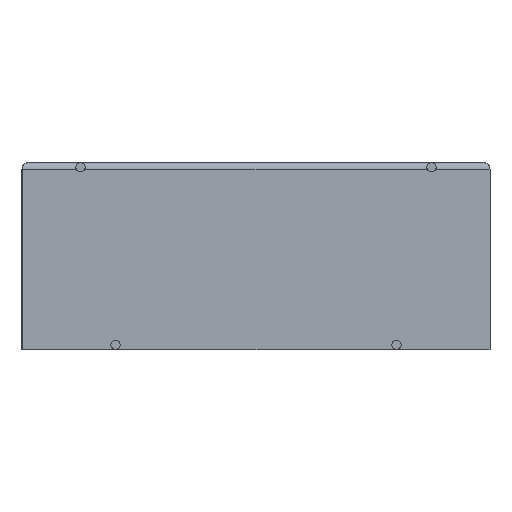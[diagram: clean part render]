
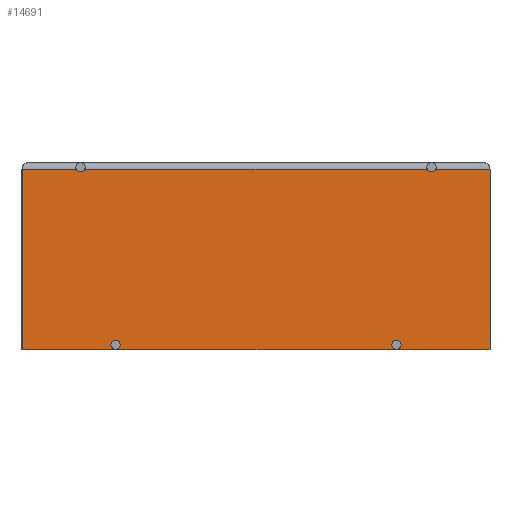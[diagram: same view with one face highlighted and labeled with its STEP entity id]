
A CAD part, front view. The second image highlights one B-rep face of the part: STEP entity #14691.
In plain terms, the highlighted planar face has unit normal (0, -1, 0).
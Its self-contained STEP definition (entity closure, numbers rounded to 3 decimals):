
#331 = AXIS2_PLACEMENT_3D ( 'NONE', #12108, #20565, #14299 ) ;
#491 = ORIENTED_EDGE ( 'NONE', *, *, #1614, .T. ) ;
#624 = DIRECTION ( 'NONE',  ( 0., 1., 0. ) ) ;
#801 = CARTESIAN_POINT ( 'NONE',  ( 18.75, -31., -1. ) ) ;
#932 = VERTEX_POINT ( 'NONE', #20723 ) ;
#1011 = VERTEX_POINT ( 'NONE', #12377 ) ;
#1020 = EDGE_CURVE ( 'NONE', #17342, #18782, #16109, .T. ) ;
#1231 = VECTOR ( 'NONE', #15920, 1000. ) ;
#1347 = CARTESIAN_POINT ( 'NONE',  ( -25., -31., -0.75 ) ) ;
#1494 = CARTESIAN_POINT ( 'NONE',  ( 25., -31., -0.75 ) ) ;
#1614 = EDGE_CURVE ( 'NONE', #2606, #17342, #9232, .T. ) ;
#1621 = DIRECTION ( 'NONE',  ( 0., 1., 0. ) ) ;
#1935 = CARTESIAN_POINT ( 'NONE',  ( 18.75, -31., -0.5 ) ) ;
#2606 = VERTEX_POINT ( 'NONE', #6745 ) ;
#2847 = ORIENTED_EDGE ( 'NONE', *, *, #8985, .T. ) ;
#3640 = DIRECTION ( 'NONE',  ( 0., 1., 0. ) ) ;
#3710 = PLANE ( 'NONE',  #11721 ) ;
#3807 = CARTESIAN_POINT ( 'NONE',  ( 15., -31., -19.5 ) ) ;
#3946 = AXIS2_PLACEMENT_3D ( 'NONE', #3807, #13596, #16886 ) ;
#3969 = EDGE_CURVE ( 'NONE', #17708, #11736, #5163, .T. ) ;
#4278 = ORIENTED_EDGE ( 'NONE', *, *, #15971, .T. ) ;
#4297 = DIRECTION ( 'NONE',  ( 0., 0., -1. ) ) ;
#5163 = LINE ( 'NONE', #15170, #11964 ) ;
#5262 = ORIENTED_EDGE ( 'NONE', *, *, #1020, .T. ) ;
#5396 = VERTEX_POINT ( 'NONE', #14738 ) ;
#5657 = DIRECTION ( 'NONE',  ( 0., 0., -1. ) ) ;
#6164 = CARTESIAN_POINT ( 'NONE',  ( -15., -31., -19.5 ) ) ;
#6274 = CIRCLE ( 'NONE', #331, 0.5 ) ;
#6282 = DIRECTION ( 'NONE',  ( -1., 0., 0. ) ) ;
#6284 = DIRECTION ( 'NONE',  ( -1., 0., 0. ) ) ;
#6333 = EDGE_CURVE ( 'NONE', #8035, #20645, #15094, .T. ) ;
#6335 = DIRECTION ( 'NONE',  ( 1., 0., 0. ) ) ;
#6387 = LINE ( 'NONE', #19589, #17148 ) ;
#6482 = ORIENTED_EDGE ( 'NONE', *, *, #13687, .T. ) ;
#6711 = EDGE_CURVE ( 'NONE', #1011, #5396, #7016, .T. ) ;
#6714 = CARTESIAN_POINT ( 'NONE',  ( 15., -31., -19. ) ) ;
#6743 = CIRCLE ( 'NONE', #3946, 0.5 ) ;
#6745 = CARTESIAN_POINT ( 'NONE',  ( 18.317, -31., -0.75 ) ) ;
#6858 = CARTESIAN_POINT ( 'NONE',  ( -25., -31., -20. ) ) ;
#6967 = CARTESIAN_POINT ( 'NONE',  ( 18.75, -31., -0.5 ) ) ;
#6979 = AXIS2_PLACEMENT_3D ( 'NONE', #15517, #3640, #13763 ) ;
#7016 = CIRCLE ( 'NONE', #9805, 0.5 ) ;
#7196 = CARTESIAN_POINT ( 'NONE',  ( -25., -31., -20. ) ) ;
#7225 = CARTESIAN_POINT ( 'NONE',  ( 15., -31., -20. ) ) ;
#7624 = CARTESIAN_POINT ( 'NONE',  ( -18.75, -31., -1. ) ) ;
#7670 = CARTESIAN_POINT ( 'NONE',  ( -18.317, -31., -0.75 ) ) ;
#7832 = EDGE_CURVE ( 'NONE', #18782, #15434, #10496, .T. ) ;
#7933 = EDGE_CURVE ( 'NONE', #16964, #17708, #6274, .T. ) ;
#7997 = CARTESIAN_POINT ( 'NONE',  ( -25., -31., -20. ) ) ;
#8035 = VERTEX_POINT ( 'NONE', #18826 ) ;
#8616 = ORIENTED_EDGE ( 'NONE', *, *, #7933, .T. ) ;
#8748 = DIRECTION ( 'NONE',  ( 0., 1., 0. ) ) ;
#8858 = VERTEX_POINT ( 'NONE', #7196 ) ;
#8985 = EDGE_CURVE ( 'NONE', #15434, #932, #6387, .T. ) ;
#9143 = ORIENTED_EDGE ( 'NONE', *, *, #7832, .T. ) ;
#9232 = LINE ( 'NONE', #15941, #11911 ) ;
#9316 = CARTESIAN_POINT ( 'NONE',  ( -25., -31., -20. ) ) ;
#9619 = ORIENTED_EDGE ( 'NONE', *, *, #14990, .F. ) ;
#9805 = AXIS2_PLACEMENT_3D ( 'NONE', #6164, #17813, #4297 ) ;
#9954 = CARTESIAN_POINT ( 'NONE',  ( -15., -31., -19.5 ) ) ;
#10496 = CIRCLE ( 'NONE', #6979, 0.5 ) ;
#10633 = VERTEX_POINT ( 'NONE', #1494 ) ;
#10681 = ORIENTED_EDGE ( 'NONE', *, *, #17489, .T. ) ;
#10926 = DIRECTION ( 'NONE',  ( 0., 0., -1. ) ) ;
#11038 = VECTOR ( 'NONE', #21077, 1000. ) ;
#11106 = EDGE_CURVE ( 'NONE', #17708, #16964, #6743, .T. ) ;
#11721 = AXIS2_PLACEMENT_3D ( 'NONE', #13937, #15360, #18764 ) ;
#11736 = VERTEX_POINT ( 'NONE', #12933 ) ;
#11911 = VECTOR ( 'NONE', #18926, 1000. ) ;
#11964 = VECTOR ( 'NONE', #20002, 1000. ) ;
#12096 = VECTOR ( 'NONE', #20486, 1000. ) ;
#12108 = CARTESIAN_POINT ( 'NONE',  ( 15., -31., -19.5 ) ) ;
#12176 = FACE_OUTER_BOUND ( 'NONE', #17734, .T. ) ;
#12251 = DIRECTION ( 'NONE',  ( 0., 0., -1. ) ) ;
#12353 = ORIENTED_EDGE ( 'NONE', *, *, #11106, .T. ) ;
#12377 = CARTESIAN_POINT ( 'NONE',  ( -15., -31., -20. ) ) ;
#12729 = LINE ( 'NONE', #7997, #11038 ) ;
#12933 = CARTESIAN_POINT ( 'NONE',  ( 25., -31., -20. ) ) ;
#12943 = EDGE_CURVE ( 'NONE', #20645, #2606, #15213, .T. ) ;
#13057 = ORIENTED_EDGE ( 'NONE', *, *, #6333, .T. ) ;
#13596 = DIRECTION ( 'NONE',  ( 0., 1., 0. ) ) ;
#13687 = EDGE_CURVE ( 'NONE', #5396, #1011, #19426, .T. ) ;
#13688 = DIRECTION ( 'NONE',  ( 0., 1., 0. ) ) ;
#13693 = AXIS2_PLACEMENT_3D ( 'NONE', #1935, #8748, #5657 ) ;
#13763 = DIRECTION ( 'NONE',  ( 0., 0., -1. ) ) ;
#13937 = CARTESIAN_POINT ( 'NONE',  ( -25., -31., -20. ) ) ;
#14215 = ORIENTED_EDGE ( 'NONE', *, *, #12943, .T. ) ;
#14299 = DIRECTION ( 'NONE',  ( 0., 0., -1. ) ) ;
#14653 = LINE ( 'NONE', #1347, #20148 ) ;
#14691 = ADVANCED_FACE ( 'NONE', ( #12176 ), #3710, .T. ) ;
#14738 = CARTESIAN_POINT ( 'NONE',  ( -15., -31., -19. ) ) ;
#14990 = EDGE_CURVE ( 'NONE', #8858, #932, #15109, .T. ) ;
#15094 = CIRCLE ( 'NONE', #13693, 0.5 ) ;
#15109 = LINE ( 'NONE', #6858, #12096 ) ;
#15170 = CARTESIAN_POINT ( 'NONE',  ( -25., -31., -20. ) ) ;
#15213 = CIRCLE ( 'NONE', #16611, 0.5 ) ;
#15360 = DIRECTION ( 'NONE',  ( 0., -1., 0. ) ) ;
#15377 = ORIENTED_EDGE ( 'NONE', *, *, #17405, .T. ) ;
#15416 = AXIS2_PLACEMENT_3D ( 'NONE', #18973, #624, #10926 ) ;
#15434 = VERTEX_POINT ( 'NONE', #20352 ) ;
#15517 = CARTESIAN_POINT ( 'NONE',  ( -18.75, -31., -0.5 ) ) ;
#15920 = DIRECTION ( 'NONE',  ( 0., 0., 1. ) ) ;
#15941 = CARTESIAN_POINT ( 'NONE',  ( -25., -31., -0.75 ) ) ;
#15971 = EDGE_CURVE ( 'NONE', #1011, #17708, #12729, .T. ) ;
#16109 = CIRCLE ( 'NONE', #15416, 0.5 ) ;
#16611 = AXIS2_PLACEMENT_3D ( 'NONE', #6967, #13688, #12251 ) ;
#16886 = DIRECTION ( 'NONE',  ( 0., 0., -1. ) ) ;
#16964 = VERTEX_POINT ( 'NONE', #6714 ) ;
#17148 = VECTOR ( 'NONE', #6284, 1000. ) ;
#17342 = VERTEX_POINT ( 'NONE', #7670 ) ;
#17405 = EDGE_CURVE ( 'NONE', #11736, #10633, #19428, .T. ) ;
#17489 = EDGE_CURVE ( 'NONE', #8858, #1011, #17669, .T. ) ;
#17669 = LINE ( 'NONE', #9316, #18800 ) ;
#17708 = VERTEX_POINT ( 'NONE', #7225 ) ;
#17734 = EDGE_LOOP ( 'NONE', ( #10681, #19256, #6482, #4278, #12353, #8616, #19758, #15377, #17891, #13057, #14215, #491, #5262, #9143, #2847, #9619 ) ) ;
#17813 = DIRECTION ( 'NONE',  ( 0., 1., 0. ) ) ;
#17891 = ORIENTED_EDGE ( 'NONE', *, *, #18103, .T. ) ;
#17985 = CARTESIAN_POINT ( 'NONE',  ( 25., -31., -20. ) ) ;
#18103 = EDGE_CURVE ( 'NONE', #10633, #8035, #14653, .T. ) ;
#18764 = DIRECTION ( 'NONE',  ( 0., 0., -1. ) ) ;
#18782 = VERTEX_POINT ( 'NONE', #7624 ) ;
#18800 = VECTOR ( 'NONE', #6335, 1000. ) ;
#18826 = CARTESIAN_POINT ( 'NONE',  ( 19.183, -31., -0.75 ) ) ;
#18926 = DIRECTION ( 'NONE',  ( -1., 0., 0. ) ) ;
#18973 = CARTESIAN_POINT ( 'NONE',  ( -18.75, -31., -0.5 ) ) ;
#19256 = ORIENTED_EDGE ( 'NONE', *, *, #6711, .T. ) ;
#19426 = CIRCLE ( 'NONE', #19439, 0.5 ) ;
#19428 = LINE ( 'NONE', #17985, #1231 ) ;
#19439 = AXIS2_PLACEMENT_3D ( 'NONE', #9954, #1621, #21723 ) ;
#19589 = CARTESIAN_POINT ( 'NONE',  ( -25., -31., -0.75 ) ) ;
#19758 = ORIENTED_EDGE ( 'NONE', *, *, #3969, .T. ) ;
#20002 = DIRECTION ( 'NONE',  ( 1., 0., 0. ) ) ;
#20148 = VECTOR ( 'NONE', #6282, 1000. ) ;
#20352 = CARTESIAN_POINT ( 'NONE',  ( -19.183, -31., -0.75 ) ) ;
#20486 = DIRECTION ( 'NONE',  ( 0., 0., 1. ) ) ;
#20565 = DIRECTION ( 'NONE',  ( 0., 1., 0. ) ) ;
#20645 = VERTEX_POINT ( 'NONE', #801 ) ;
#20723 = CARTESIAN_POINT ( 'NONE',  ( -25., -31., -0.75 ) ) ;
#21077 = DIRECTION ( 'NONE',  ( 1., 0., 0. ) ) ;
#21723 = DIRECTION ( 'NONE',  ( 0., 0., -1. ) ) ;
